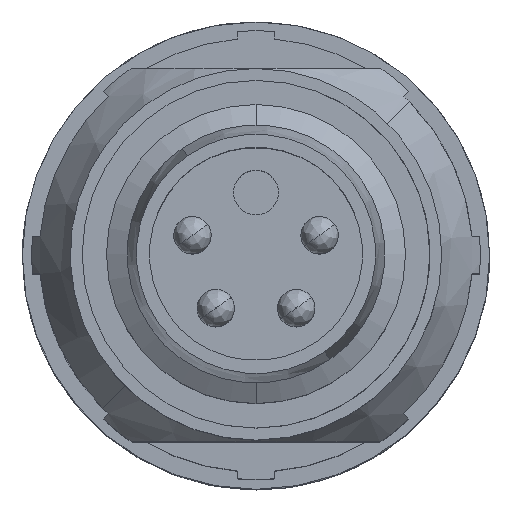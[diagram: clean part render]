
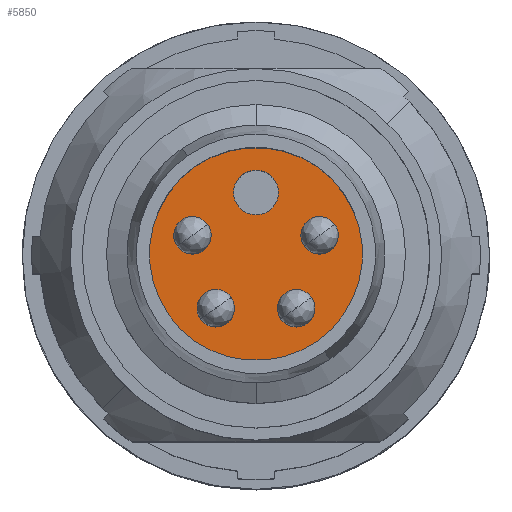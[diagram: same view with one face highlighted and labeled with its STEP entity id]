
A CAD part, top view. The second image highlights one B-rep face of the part: STEP entity #5850.
In plain terms, the highlighted planar face has unit normal (0, 0, 1).
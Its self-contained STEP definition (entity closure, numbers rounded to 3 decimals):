
#1663=CARTESIAN_POINT('',(20.465,33.628,-15.15));
#1664=DIRECTION('',(0.,0.,1.));
#1665=DIRECTION('',(0.574,-0.819,0.));
#1666=AXIS2_PLACEMENT_3D('',#1663,#1664,#1665);
#1671=CARTESIAN_POINT('',(20.465,33.628,-15.15));
#1672=DIRECTION('',(0.,0.,1.));
#1673=DIRECTION('',(-0.574,0.819,0.));
#1674=AXIS2_PLACEMENT_3D('',#1671,#1672,#1673);
#1679=CARTESIAN_POINT('',(22.165,34.128,-15.15));
#1680=DIRECTION('',(0.,0.,-1.));
#1681=DIRECTION('',(1.,0.,0.));
#1682=AXIS2_PLACEMENT_3D('',#1679,#1680,#1681);
#1687=CARTESIAN_POINT('',(22.165,34.128,-15.15));
#1688=DIRECTION('',(0.,0.,-1.));
#1689=DIRECTION('',(-1.,0.,0.));
#1690=AXIS2_PLACEMENT_3D('',#1687,#1688,#1689);
#1695=CARTESIAN_POINT('',(21.54,32.178,-15.15));
#1696=DIRECTION('',(0.,0.,-1.));
#1697=DIRECTION('',(1.,0.,0.));
#1698=AXIS2_PLACEMENT_3D('',#1695,#1696,#1697);
#1703=CARTESIAN_POINT('',(21.54,32.178,-15.15));
#1704=DIRECTION('',(0.,0.,-1.));
#1705=DIRECTION('',(-1.,0.,0.));
#1706=AXIS2_PLACEMENT_3D('',#1703,#1704,#1705);
#1711=CARTESIAN_POINT('',(19.39,32.178,-15.15));
#1712=DIRECTION('',(0.,0.,-1.));
#1713=DIRECTION('',(1.,0.,0.));
#1714=AXIS2_PLACEMENT_3D('',#1711,#1712,#1713);
#1719=CARTESIAN_POINT('',(19.39,32.178,-15.15));
#1720=DIRECTION('',(0.,0.,-1.));
#1721=DIRECTION('',(-1.,0.,0.));
#1722=AXIS2_PLACEMENT_3D('',#1719,#1720,#1721);
#1727=CARTESIAN_POINT('',(18.765,34.128,-15.15));
#1728=DIRECTION('',(0.,0.,-1.));
#1729=DIRECTION('',(1.,0.,0.));
#1730=AXIS2_PLACEMENT_3D('',#1727,#1728,#1729);
#1735=CARTESIAN_POINT('',(18.765,34.128,-15.15));
#1736=DIRECTION('',(0.,0.,-1.));
#1737=DIRECTION('',(-1.,0.,0.));
#1738=AXIS2_PLACEMENT_3D('',#1735,#1736,#1737);
#1743=CARTESIAN_POINT('',(20.465,35.278,-15.15));
#1744=DIRECTION('',(0.,0.,-1.));
#1745=DIRECTION('',(1.,0.,0.));
#1746=AXIS2_PLACEMENT_3D('',#1743,#1744,#1745);
#1751=CARTESIAN_POINT('',(20.465,35.278,-15.15));
#1752=DIRECTION('',(0.,0.,-1.));
#1753=DIRECTION('',(-1.,0.,0.));
#1754=AXIS2_PLACEMENT_3D('',#1751,#1752,#1753);
#3767=CARTESIAN_POINT('',(18.83,35.963,-15.15));
#3768=CARTESIAN_POINT('',(22.1,31.293,-15.15));
#3769=VERTEX_POINT('',#3767);
#3770=VERTEX_POINT('',#3768);
#3771=CARTESIAN_POINT('',(21.665,34.128,-15.15));
#3772=CARTESIAN_POINT('',(22.665,34.128,-15.15));
#3773=VERTEX_POINT('',#3771);
#3774=VERTEX_POINT('',#3772);
#3775=CARTESIAN_POINT('',(21.04,32.178,-15.15));
#3776=CARTESIAN_POINT('',(22.04,32.178,-15.15));
#3777=VERTEX_POINT('',#3775);
#3778=VERTEX_POINT('',#3776);
#3779=CARTESIAN_POINT('',(18.89,32.178,-15.15));
#3780=CARTESIAN_POINT('',(19.89,32.178,-15.15));
#3781=VERTEX_POINT('',#3779);
#3782=VERTEX_POINT('',#3780);
#3783=CARTESIAN_POINT('',(18.265,34.128,-15.15));
#3784=CARTESIAN_POINT('',(19.265,34.128,-15.15));
#3785=VERTEX_POINT('',#3783);
#3786=VERTEX_POINT('',#3784);
#3787=CARTESIAN_POINT('',(19.865,35.278,-15.15));
#3788=CARTESIAN_POINT('',(21.065,35.278,-15.15));
#3789=VERTEX_POINT('',#3787);
#3790=VERTEX_POINT('',#3788);
#5811=CARTESIAN_POINT('',(19.64,34.806,-15.15));
#5812=DIRECTION('',(0.,0.,-1.));
#5813=DIRECTION('',(0.574,-0.819,0.));
#5814=AXIS2_PLACEMENT_3D('',#5811,#5812,#5813);
#5815=PLANE('',#5814);
#5816=ORIENTED_EDGE('',*,*,#5767,.F.);
#5817=ORIENTED_EDGE('',*,*,#5794,.F.);
#5818=EDGE_LOOP('',(#5816,#5817));
#5819=FACE_OUTER_BOUND('',#5818,.F.);
#5821=ORIENTED_EDGE('',*,*,#5820,.F.);
#5823=ORIENTED_EDGE('',*,*,#5822,.F.);
#5824=EDGE_LOOP('',(#5821,#5823));
#5825=FACE_BOUND('',#5824,.F.);
#5827=ORIENTED_EDGE('',*,*,#5826,.F.);
#5829=ORIENTED_EDGE('',*,*,#5828,.F.);
#5830=EDGE_LOOP('',(#5827,#5829));
#5831=FACE_BOUND('',#5830,.F.);
#5833=ORIENTED_EDGE('',*,*,#5832,.F.);
#5835=ORIENTED_EDGE('',*,*,#5834,.F.);
#5836=EDGE_LOOP('',(#5833,#5835));
#5837=FACE_BOUND('',#5836,.F.);
#5839=ORIENTED_EDGE('',*,*,#5838,.F.);
#5841=ORIENTED_EDGE('',*,*,#5840,.F.);
#5842=EDGE_LOOP('',(#5839,#5841));
#5843=FACE_BOUND('',#5842,.F.);
#5845=ORIENTED_EDGE('',*,*,#5844,.F.);
#5847=ORIENTED_EDGE('',*,*,#5846,.F.);
#5848=EDGE_LOOP('',(#5845,#5847));
#5849=FACE_BOUND('',#5848,.F.);
#5850=ADVANCED_FACE('',(#5819,#5825,#5831,#5837,#5843,#5849),#5815,.F.);
#1667=CIRCLE('',#1666,2.85);
#1675=CIRCLE('',#1674,2.85);
#1683=CIRCLE('',#1682,0.5);
#1691=CIRCLE('',#1690,0.5);
#1699=CIRCLE('',#1698,0.5);
#1707=CIRCLE('',#1706,0.5);
#1715=CIRCLE('',#1714,0.5);
#1723=CIRCLE('',#1722,0.5);
#1731=CIRCLE('',#1730,0.5);
#1739=CIRCLE('',#1738,0.5);
#1747=CIRCLE('',#1746,0.6);
#1755=CIRCLE('',#1754,0.6);
#5767=EDGE_CURVE('',#3770,#3769,#1667,.T.);
#5794=EDGE_CURVE('',#3769,#3770,#1675,.T.);
#5820=EDGE_CURVE('',#3774,#3773,#1683,.T.);
#5822=EDGE_CURVE('',#3773,#3774,#1691,.T.);
#5826=EDGE_CURVE('',#3778,#3777,#1699,.T.);
#5828=EDGE_CURVE('',#3777,#3778,#1707,.T.);
#5832=EDGE_CURVE('',#3782,#3781,#1715,.T.);
#5834=EDGE_CURVE('',#3781,#3782,#1723,.T.);
#5838=EDGE_CURVE('',#3786,#3785,#1731,.T.);
#5840=EDGE_CURVE('',#3785,#3786,#1739,.T.);
#5844=EDGE_CURVE('',#3790,#3789,#1747,.T.);
#5846=EDGE_CURVE('',#3789,#3790,#1755,.T.);
